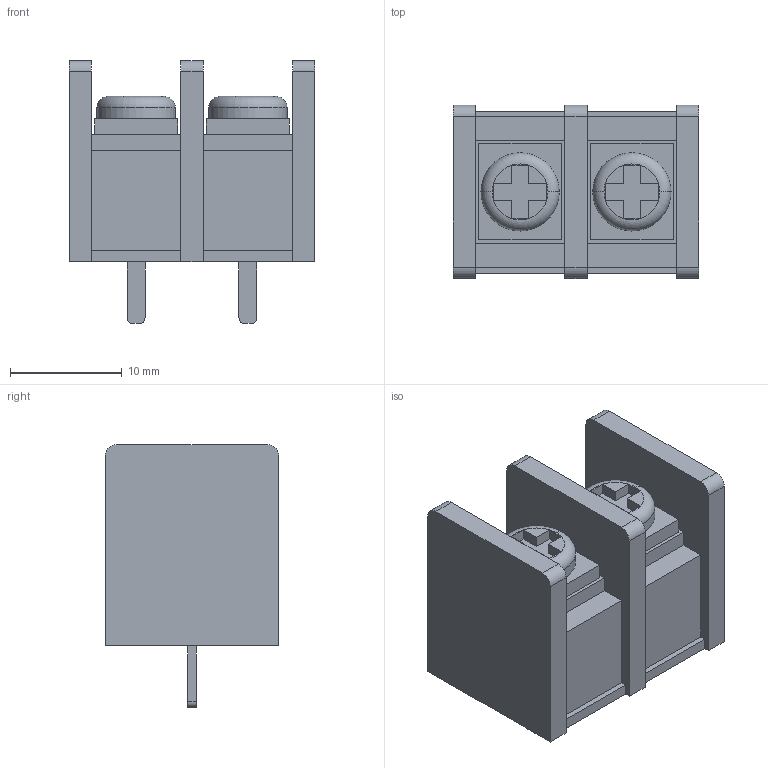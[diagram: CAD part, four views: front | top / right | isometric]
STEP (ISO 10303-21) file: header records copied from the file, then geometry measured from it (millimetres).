
FILE_DESCRIPTION (( 'STEP AP214' ), '1' );
FILE_NAME ('User Library-DT55B01W02-3.STEP', '2022-03-18T17:32:41', ( '' ), ( '' ), 'SwSTEP 2.0', 'SolidWorks 2021', '' );
FILE_SCHEMA (( 'AUTOMOTIVE_DESIGN' ));
Length unit declared in the file: millimetre
Products named in the file (1): User Library-DT55B01W02-3
Bounding box: 22 x 15.5 x 23.5 mm (x, y, z)
Volume: 4367.9 mm3; surface area: 2549.4 mm2
Topology: 1 solids, 1 shells, 118 faces, 294 edges, 184 vertices
Faces by surface type: plane 100, cylinder 14, torus 4
Entity records: 4774 total; most frequent: CARTESIAN_POINT 597, ORIENTED_EDGE 588, DIRECTION 584, EDGE_CURVE 294, LINE 242, VECTOR 242, VERTEX_POINT 184, AXIS2_PLACEMENT_3D 171
